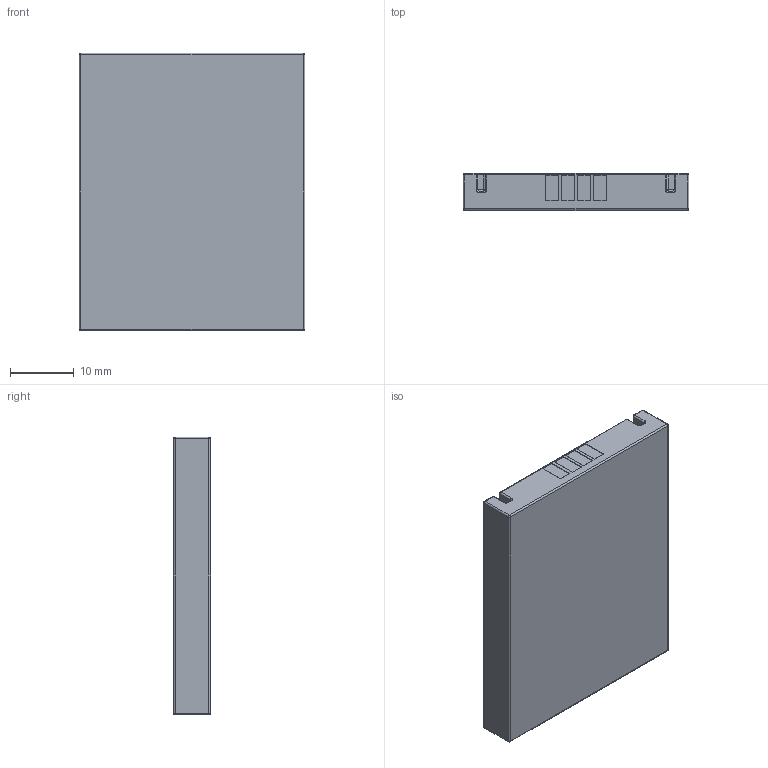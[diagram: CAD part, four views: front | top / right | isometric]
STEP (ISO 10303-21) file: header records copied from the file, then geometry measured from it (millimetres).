
FILE_DESCRIPTION (( 'STEP AP214' ), '1' );
FILE_NAME ('Varta EZPack S 56445 701 099 battery.STEP', '2014-08-06T17:59:22', ( 'byoung' ), ( '' ), 'SwSTEP 2.0', 'SolidWorks 2013', '' );
FILE_SCHEMA (( 'AUTOMOTIVE_DESIGN' ));
Length unit declared in the file: millimetre
Products named in the file (1): Varta EZPack S 56445 701 099 battery
Bounding box: 35.4 x 5.8 x 43.5 mm (x, y, z)
Volume: 8883.1 mm3; surface area: 4022.6 mm2
Topology: 1 solids, 1 shells, 150 faces, 354 edges, 196 vertices
Faces by surface type: plane 74, cylinder 44, sphere 20, torus 12
Entity records: 4184 total; most frequent: DIRECTION 740, CARTESIAN_POINT 681, ORIENTED_EDGE 668, EDGE_CURVE 334, AXIS2_PLACEMENT_3D 255, LINE 230, VECTOR 230, VERTEX_POINT 196
